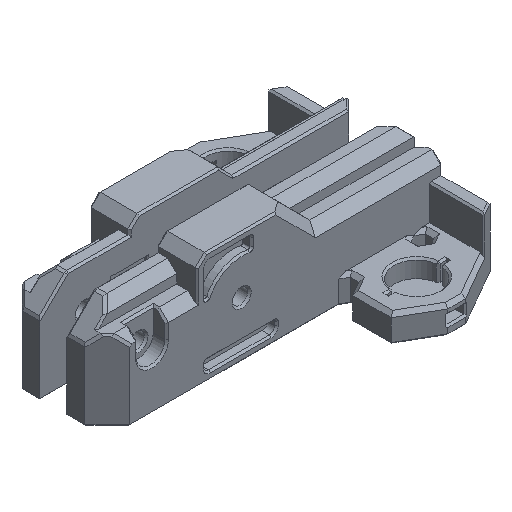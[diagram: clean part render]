
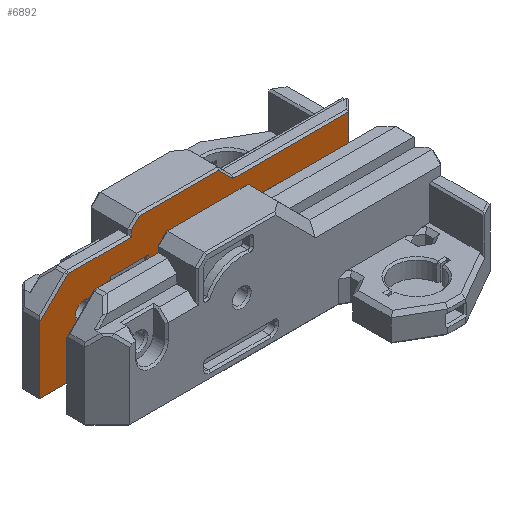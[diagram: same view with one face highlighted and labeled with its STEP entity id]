
A CAD part, isometric view. The second image highlights one B-rep face of the part: STEP entity #6892.
In plain terms, the highlighted planar face has unit normal (0, -1, 0).
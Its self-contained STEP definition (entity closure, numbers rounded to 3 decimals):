
#89=FACE_BOUND('',#637,.T.);
#90=FACE_BOUND('',#638,.T.);
#91=FACE_BOUND('',#639,.T.);
#109=CIRCLE('',#7322,2.1);
#110=CIRCLE('',#7323,2.1);
#222=FACE_OUTER_BOUND('',#636,.T.);
#636=EDGE_LOOP('',(#4557,#4558,#4559,#4560,#4561,#4562,#4563,#4564,#4565,
#4566));
#637=EDGE_LOOP('',(#4567));
#638=EDGE_LOOP('',(#4568));
#639=EDGE_LOOP('',(#4569,#4570,#4571,#4572,#4573,#4574,#4575,#4576,#4577,
#4578));
#1055=LINE('',#9757,#1964);
#1059=LINE('',#9765,#1968);
#1062=LINE('',#9772,#1971);
#1066=LINE('',#9780,#1975);
#1069=LINE('',#9786,#1978);
#1073=LINE('',#9794,#1982);
#1076=LINE('',#9800,#1985);
#1079=LINE('',#9806,#1988);
#1081=LINE('',#9809,#1990);
#1084=LINE('',#9813,#1993);
#1096=LINE('',#9839,#2005);
#1097=LINE('',#9841,#2006);
#1098=LINE('',#9843,#2007);
#1099=LINE('',#9845,#2008);
#1100=LINE('',#9847,#2009);
#1101=LINE('',#9849,#2010);
#1102=LINE('',#9851,#2011);
#1103=LINE('',#9853,#2012);
#1104=LINE('',#9855,#2013);
#1105=LINE('',#9856,#2014);
#1964=VECTOR('',#7822,10.);
#1968=VECTOR('',#7828,10.);
#1971=VECTOR('',#7833,10.);
#1975=VECTOR('',#7839,10.);
#1978=VECTOR('',#7844,10.);
#1982=VECTOR('',#7850,10.);
#1985=VECTOR('',#7855,10.);
#1988=VECTOR('',#7860,10.);
#1990=VECTOR('',#7864,10.);
#1993=VECTOR('',#7869,10.);
#2005=VECTOR('',#7893,10.);
#2006=VECTOR('',#7894,10.);
#2007=VECTOR('',#7895,10.);
#2008=VECTOR('',#7896,10.);
#2009=VECTOR('',#7897,10.);
#2010=VECTOR('',#7898,10.);
#2011=VECTOR('',#7899,10.);
#2012=VECTOR('',#7900,10.);
#2013=VECTOR('',#7901,10.);
#2014=VECTOR('',#7902,10.);
#2873=VERTEX_POINT('',#9755);
#2874=VERTEX_POINT('',#9756);
#2877=VERTEX_POINT('',#9764);
#2879=VERTEX_POINT('',#9770);
#2880=VERTEX_POINT('',#9771);
#2883=VERTEX_POINT('',#9779);
#2885=VERTEX_POINT('',#9785);
#2888=VERTEX_POINT('',#9793);
#2890=VERTEX_POINT('',#9799);
#2892=VERTEX_POINT('',#9805);
#2899=VERTEX_POINT('',#9837);
#2900=VERTEX_POINT('',#9838);
#2901=VERTEX_POINT('',#9840);
#2902=VERTEX_POINT('',#9842);
#2903=VERTEX_POINT('',#9844);
#2904=VERTEX_POINT('',#9846);
#2905=VERTEX_POINT('',#9848);
#2906=VERTEX_POINT('',#9850);
#2907=VERTEX_POINT('',#9852);
#2908=VERTEX_POINT('',#9854);
#2909=VERTEX_POINT('',#9857);
#2910=VERTEX_POINT('',#9859);
#3482=EDGE_CURVE('',#2873,#2874,#1055,.T.);
#3486=EDGE_CURVE('',#2874,#2877,#1059,.T.);
#3489=EDGE_CURVE('',#2879,#2880,#1062,.T.);
#3493=EDGE_CURVE('',#2880,#2883,#1066,.T.);
#3496=EDGE_CURVE('',#2883,#2885,#1069,.T.);
#3500=EDGE_CURVE('',#2885,#2888,#1073,.T.);
#3503=EDGE_CURVE('',#2888,#2890,#1076,.T.);
#3506=EDGE_CURVE('',#2890,#2892,#1079,.T.);
#3508=EDGE_CURVE('',#2877,#2879,#1081,.T.);
#3511=EDGE_CURVE('',#2892,#2873,#1084,.T.);
#3523=EDGE_CURVE('',#2899,#2900,#1096,.T.);
#3524=EDGE_CURVE('',#2901,#2899,#1097,.T.);
#3525=EDGE_CURVE('',#2902,#2901,#1098,.T.);
#3526=EDGE_CURVE('',#2903,#2902,#1099,.T.);
#3527=EDGE_CURVE('',#2904,#2903,#1100,.T.);
#3528=EDGE_CURVE('',#2905,#2904,#1101,.T.);
#3529=EDGE_CURVE('',#2906,#2905,#1102,.T.);
#3530=EDGE_CURVE('',#2907,#2906,#1103,.T.);
#3531=EDGE_CURVE('',#2908,#2907,#1104,.T.);
#3532=EDGE_CURVE('',#2900,#2908,#1105,.T.);
#3533=EDGE_CURVE('',#2909,#2909,#109,.T.);
#3534=EDGE_CURVE('',#2910,#2910,#110,.T.);
#4557=ORIENTED_EDGE('',*,*,#3523,.F.);
#4558=ORIENTED_EDGE('',*,*,#3524,.F.);
#4559=ORIENTED_EDGE('',*,*,#3525,.F.);
#4560=ORIENTED_EDGE('',*,*,#3526,.F.);
#4561=ORIENTED_EDGE('',*,*,#3527,.F.);
#4562=ORIENTED_EDGE('',*,*,#3528,.F.);
#4563=ORIENTED_EDGE('',*,*,#3529,.F.);
#4564=ORIENTED_EDGE('',*,*,#3530,.F.);
#4565=ORIENTED_EDGE('',*,*,#3531,.F.);
#4566=ORIENTED_EDGE('',*,*,#3532,.F.);
#4567=ORIENTED_EDGE('',*,*,#3533,.F.);
#4568=ORIENTED_EDGE('',*,*,#3534,.F.);
#4569=ORIENTED_EDGE('',*,*,#3489,.F.);
#4570=ORIENTED_EDGE('',*,*,#3508,.F.);
#4571=ORIENTED_EDGE('',*,*,#3486,.F.);
#4572=ORIENTED_EDGE('',*,*,#3482,.F.);
#4573=ORIENTED_EDGE('',*,*,#3511,.F.);
#4574=ORIENTED_EDGE('',*,*,#3506,.F.);
#4575=ORIENTED_EDGE('',*,*,#3503,.F.);
#4576=ORIENTED_EDGE('',*,*,#3500,.F.);
#4577=ORIENTED_EDGE('',*,*,#3496,.F.);
#4578=ORIENTED_EDGE('',*,*,#3493,.F.);
#6542=PLANE('',#7321);
#6892=ADVANCED_FACE('',(#222,#89,#90,#91),#6542,.T.);
#7321=AXIS2_PLACEMENT_3D('',#9836,#7891,#7892);
#7322=AXIS2_PLACEMENT_3D('',#9858,#7903,#7904);
#7323=AXIS2_PLACEMENT_3D('',#9860,#7905,#7906);
#7822=DIRECTION('',(1.,0.,0.));
#7828=DIRECTION('',(-0.607,0.,-0.795));
#7833=DIRECTION('',(1.,0.,0.));
#7839=DIRECTION('',(0.,0.,1.));
#7844=DIRECTION('',(-1.,0.,0.));
#7850=DIRECTION('',(0.607,0.,0.795));
#7855=DIRECTION('',(0.,0.,1.));
#7860=DIRECTION('',(-1.,0.,0.));
#7864=DIRECTION('',(0.,0.,-1.));
#7869=DIRECTION('',(0.,0.,-1.));
#7891=DIRECTION('center_axis',(0.,-1.,0.));
#7892=DIRECTION('ref_axis',(1.,0.,0.));
#7893=DIRECTION('',(-1.,0.,0.));
#7894=DIRECTION('',(0.,0.,-1.));
#7895=DIRECTION('',(1.,0.,0.));
#7896=DIRECTION('',(0.707,0.,-0.707));
#7897=DIRECTION('',(1.,0.,0.));
#7898=DIRECTION('',(0.707,0.,0.707));
#7899=DIRECTION('',(0.,0.,1.));
#7900=DIRECTION('',(1.,0.,0.));
#7901=DIRECTION('',(0.707,0.,0.707));
#7902=DIRECTION('',(0.,0.,1.));
#7903=DIRECTION('center_axis',(0.,-1.,0.));
#7904=DIRECTION('ref_axis',(-1.,0.,0.));
#7905=DIRECTION('center_axis',(0.,-1.,0.));
#7906=DIRECTION('ref_axis',(-1.,0.,0.));
#9755=CARTESIAN_POINT('',(-4.375,3.,13.99));
#9756=CARTESIAN_POINT('',(0.474,3.,13.99));
#9757=CARTESIAN_POINT('',(-9.661,3.,13.99));
#9764=CARTESIAN_POINT('',(-4.529,3.,7.431));
#9765=CARTESIAN_POINT('',(-9.184,3.,1.331));
#9770=CARTESIAN_POINT('',(-4.529,3.,5.7));
#9771=CARTESIAN_POINT('',(4.129,3.,5.7));
#9772=CARTESIAN_POINT('',(-8.135,3.,5.7));
#9779=CARTESIAN_POINT('',(4.129,3.,7.826));
#9780=CARTESIAN_POINT('',(4.129,3.,3.813));
#9785=CARTESIAN_POINT('',(-0.967,3.,7.826));
#9786=CARTESIAN_POINT('',(-10.786,3.,7.826));
#9793=CARTESIAN_POINT('',(4.037,3.,14.384));
#9794=CARTESIAN_POINT('',(-3.911,3.,3.967));
#9799=CARTESIAN_POINT('',(4.037,3.,16.1));
#9800=CARTESIAN_POINT('',(4.037,3.,7.95));
#9805=CARTESIAN_POINT('',(-4.375,3.,16.1));
#9806=CARTESIAN_POINT('',(-12.188,3.,16.1));
#9809=CARTESIAN_POINT('',(-4.529,3.,2.95));
#9813=CARTESIAN_POINT('',(-4.375,3.,7.095));
#9836=CARTESIAN_POINT('Origin',(-20.2,3.,0.));
#9837=CARTESIAN_POINT('',(48.6,3.,0.4));
#9838=CARTESIAN_POINT('',(-20.2,3.,0.4));
#9839=CARTESIAN_POINT('',(-1.5,3.,0.4));
#9840=CARTESIAN_POINT('',(48.6,3.,21.4));
#9841=CARTESIAN_POINT('',(48.6,3.,0.));
#9842=CARTESIAN_POINT('',(22.834,3.,21.4));
#9843=CARTESIAN_POINT('',(-1.5,3.,21.4));
#9844=CARTESIAN_POINT('',(19.634,3.,24.6));
#9845=CARTESIAN_POINT('',(24.606,3.,19.628));
#9846=CARTESIAN_POINT('',(1.966,3.,24.6));
#9847=CARTESIAN_POINT('',(-5.2,3.,24.6));
#9848=CARTESIAN_POINT('',(0.2,3.,22.834));
#9849=CARTESIAN_POINT('',(-10.167,3.,12.467));
#9850=CARTESIAN_POINT('',(0.2,3.,21.4));
#9851=CARTESIAN_POINT('',(0.2,3.,0.));
#9852=CARTESIAN_POINT('',(-14.034,3.,21.4));
#9853=CARTESIAN_POINT('',(-1.5,3.,21.4));
#9854=CARTESIAN_POINT('',(-20.2,3.,15.234));
#9855=CARTESIAN_POINT('',(-22.367,3.,13.067));
#9856=CARTESIAN_POINT('',(-20.2,3.,0.));
#9857=CARTESIAN_POINT('',(-8.1,3.,12.5));
#9858=CARTESIAN_POINT('Origin',(-10.2,3.,12.5));
#9859=CARTESIAN_POINT('',(11.9,3.,12.5));
#9860=CARTESIAN_POINT('Origin',(9.8,3.,12.5));
